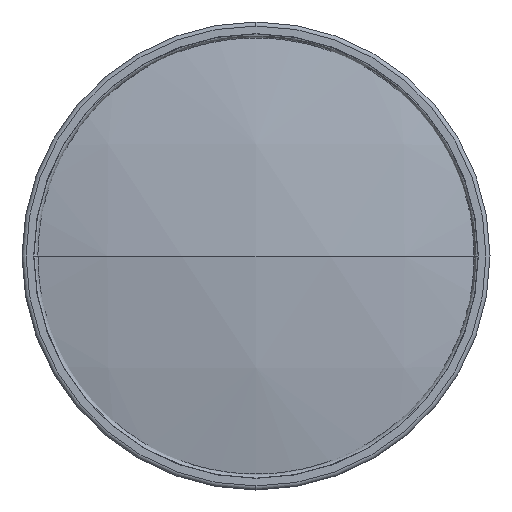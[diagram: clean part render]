
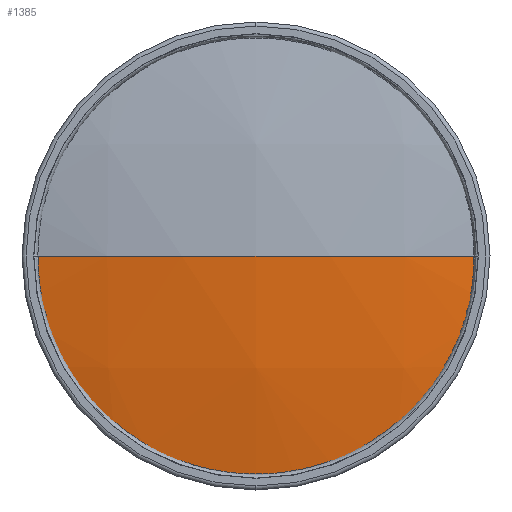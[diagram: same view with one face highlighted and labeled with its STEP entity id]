
A CAD part, left-side view. The second image highlights one B-rep face of the part: STEP entity #1385.
In plain terms, the highlighted spherical face has radius 252 mm.
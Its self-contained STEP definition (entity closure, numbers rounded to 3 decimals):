
#88 = ORIENTED_EDGE ( 'NONE', *, *, #1472, .T. ) ;
#89 = ORIENTED_EDGE ( 'NONE', *, *, #1473, .F. ) ;
#90 = ORIENTED_EDGE ( 'NONE', *, *, #1307, .T. ) ;
#127 = VERTEX_POINT ( 'NONE', #963 ) ;
#129 = VERTEX_POINT ( 'NONE', #965 ) ;
#132 = VERTEX_POINT ( 'NONE', #968 ) ;
#291 = EDGE_LOOP ( 'NONE', ( #88, #90, #89 ) ) ;
#544 = FACE_OUTER_BOUND ( 'NONE', #291, .T. ) ;
#545 = AXIS2_PLACEMENT_3D ( 'NONE', #1973, #1974, #1975 ) ;
#546 = SPHERICAL_SURFACE ( 'NONE', #545, 252. ) ;
#721 = CIRCLE ( 'NONE', #3048, 252. ) ;
#876 = CIRCLE ( 'NONE', #2427, 55. ) ;
#877 = CIRCLE ( 'NONE', #2429, 252. ) ;
#963 = CARTESIAN_POINT ( 'NONE',  ( -20.029, 61.473, 0. ) ) ;
#965 = CARTESIAN_POINT ( 'NONE',  ( -26.104, 6.473, 0. ) ) ;
#968 = CARTESIAN_POINT ( 'NONE',  ( -20.029, -48.527, 0. ) ) ;
#1085 = CARTESIAN_POINT ( 'NONE',  ( 225.896, 6.473, 0. ) ) ;
#1089 = DIRECTION ( 'NONE',  ( 0., 0., -1. ) ) ;
#1090 = DIRECTION ( 'NONE',  ( 0., 1., 0. ) ) ;
#1307 = EDGE_CURVE ( 'NONE', #132, #129, #721, .T. ) ;
#1385 = ADVANCED_FACE ( 'NONE', ( #544 ), #546, .T. ) ;
#1472 = EDGE_CURVE ( 'NONE', #127, #132, #876, .T. ) ;
#1473 = EDGE_CURVE ( 'NONE', #127, #129, #877, .T. ) ;
#1973 = CARTESIAN_POINT ( 'NONE',  ( 225.896, 6.473, 0. ) ) ;
#1974 = DIRECTION ( 'NONE',  ( 0., 0., -1. ) ) ;
#1975 = DIRECTION ( 'NONE',  ( 0., 1., 0. ) ) ;
#2427 = AXIS2_PLACEMENT_3D ( 'NONE', #2685, #2686, #2687 ) ;
#2429 = AXIS2_PLACEMENT_3D ( 'NONE', #2688, #2689, #2690 ) ;
#2685 = CARTESIAN_POINT ( 'NONE',  ( -20.029, 6.473, 0. ) ) ;
#2686 = DIRECTION ( 'NONE',  ( -1., 0., 0. ) ) ;
#2687 = DIRECTION ( 'NONE',  ( 0., 0., 1. ) ) ;
#2688 = CARTESIAN_POINT ( 'NONE',  ( 225.896, 6.473, 0. ) ) ;
#2689 = DIRECTION ( 'NONE',  ( 0., 0., 1. ) ) ;
#2690 = DIRECTION ( 'NONE',  ( 1., 0., 0. ) ) ;
#3048 = AXIS2_PLACEMENT_3D ( 'NONE', #1085, #1089, #1090 ) ;
